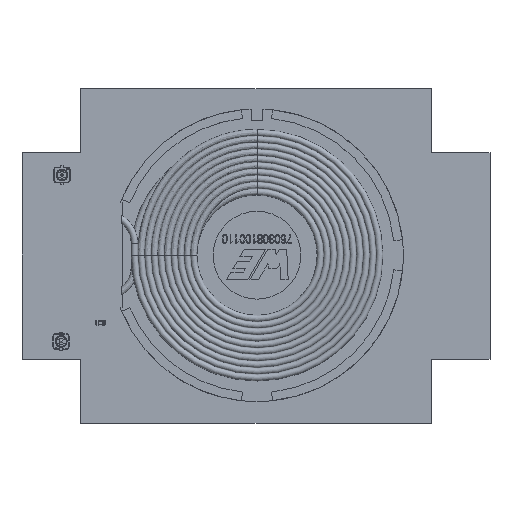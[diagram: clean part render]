
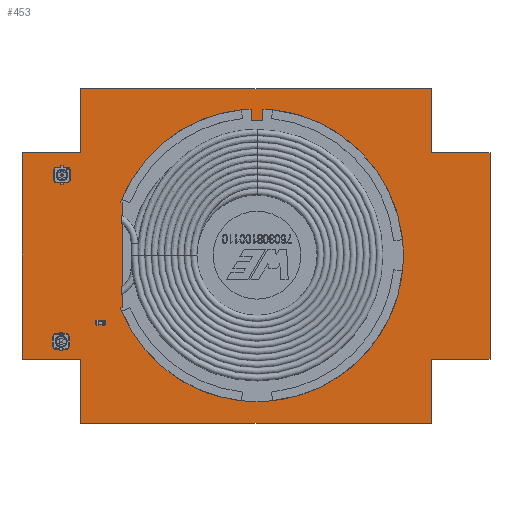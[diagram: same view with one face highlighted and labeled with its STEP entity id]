
A CAD part, top view. The second image highlights one B-rep face of the part: STEP entity #453.
In plain terms, the highlighted planar face has unit normal (0, 0, 1).
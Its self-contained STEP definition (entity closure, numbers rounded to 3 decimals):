
#68 = VERTEX_POINT('',#69);
#69 = CARTESIAN_POINT('',(52.738,68.707,1.59));
#75 = EDGE_CURVE('',#68,#76,#78,.T.);
#76 = VERTEX_POINT('',#77);
#77 = CARTESIAN_POINT('',(52.738,104.013,1.59));
#78 = LINE('',#79,#80);
#79 = CARTESIAN_POINT('',(52.738,68.707,1.59));
#80 = VECTOR('',#81,1.);
#81 = DIRECTION('',(0.,1.,0.));
#106 = EDGE_CURVE('',#76,#107,#109,.T.);
#107 = VERTEX_POINT('',#108);
#108 = CARTESIAN_POINT('',(62.738,104.013,1.59));
#109 = LINE('',#110,#111);
#110 = CARTESIAN_POINT('',(52.738,104.013,1.59));
#111 = VECTOR('',#112,1.);
#112 = DIRECTION('',(1.,0.,0.));
#137 = EDGE_CURVE('',#107,#138,#140,.T.);
#138 = VERTEX_POINT('',#139);
#139 = CARTESIAN_POINT('',(62.738,114.935,1.59));
#140 = LINE('',#141,#142);
#141 = CARTESIAN_POINT('',(62.738,104.013,1.59));
#142 = VECTOR('',#143,1.);
#143 = DIRECTION('',(0.,1.,0.));
#168 = EDGE_CURVE('',#138,#169,#171,.T.);
#169 = VERTEX_POINT('',#170);
#170 = CARTESIAN_POINT('',(122.682,114.935,1.59));
#171 = LINE('',#172,#173);
#172 = CARTESIAN_POINT('',(62.738,114.935,1.59));
#173 = VECTOR('',#174,1.);
#174 = DIRECTION('',(1.,0.,0.));
#199 = EDGE_CURVE('',#169,#200,#202,.T.);
#200 = VERTEX_POINT('',#201);
#201 = CARTESIAN_POINT('',(122.682,104.013,1.59));
#202 = LINE('',#203,#204);
#203 = CARTESIAN_POINT('',(122.682,114.935,1.59));
#204 = VECTOR('',#205,1.);
#205 = DIRECTION('',(0.,-1.,0.));
#230 = EDGE_CURVE('',#200,#231,#233,.T.);
#231 = VERTEX_POINT('',#232);
#232 = CARTESIAN_POINT('',(132.682,104.013,1.59));
#233 = LINE('',#234,#235);
#234 = CARTESIAN_POINT('',(122.682,104.013,1.59));
#235 = VECTOR('',#236,1.);
#236 = DIRECTION('',(1.,0.,0.));
#261 = EDGE_CURVE('',#231,#262,#264,.T.);
#262 = VERTEX_POINT('',#263);
#263 = CARTESIAN_POINT('',(132.682,68.707,1.59));
#264 = LINE('',#265,#266);
#265 = CARTESIAN_POINT('',(132.682,104.013,1.59));
#266 = VECTOR('',#267,1.);
#267 = DIRECTION('',(0.,-1.,0.));
#292 = EDGE_CURVE('',#262,#293,#295,.T.);
#293 = VERTEX_POINT('',#294);
#294 = CARTESIAN_POINT('',(122.682,68.707,1.59));
#295 = LINE('',#296,#297);
#296 = CARTESIAN_POINT('',(132.682,68.707,1.59));
#297 = VECTOR('',#298,1.);
#298 = DIRECTION('',(-1.,0.,0.));
#323 = EDGE_CURVE('',#293,#324,#326,.T.);
#324 = VERTEX_POINT('',#325);
#325 = CARTESIAN_POINT('',(122.682,57.789,1.59));
#326 = LINE('',#327,#328);
#327 = CARTESIAN_POINT('',(122.682,68.707,1.59));
#328 = VECTOR('',#329,1.);
#329 = DIRECTION('',(0.,-1.,0.));
#354 = EDGE_CURVE('',#324,#355,#357,.T.);
#355 = VERTEX_POINT('',#356);
#356 = CARTESIAN_POINT('',(62.738,57.789,1.59));
#357 = LINE('',#358,#359);
#358 = CARTESIAN_POINT('',(122.682,57.789,1.59));
#359 = VECTOR('',#360,1.);
#360 = DIRECTION('',(-1.,0.,0.));
#385 = EDGE_CURVE('',#355,#386,#388,.T.);
#386 = VERTEX_POINT('',#387);
#387 = CARTESIAN_POINT('',(62.738,68.707,1.59));
#388 = LINE('',#389,#390);
#389 = CARTESIAN_POINT('',(62.738,57.789,1.59));
#390 = VECTOR('',#391,1.);
#391 = DIRECTION('',(0.,1.,0.));
#416 = EDGE_CURVE('',#386,#68,#417,.T.);
#417 = LINE('',#418,#419);
#418 = CARTESIAN_POINT('',(62.738,68.707,1.59));
#419 = VECTOR('',#420,1.);
#420 = DIRECTION('',(-1.,0.,0.));
#453 = ADVANCED_FACE('',(#454),#468,.F.);
#454 = FACE_BOUND('',#455,.F.);
#455 = EDGE_LOOP('',(#456,#457,#458,#459,#460,#461,#462,#463,#464,#465,
    #466,#467));
#456 = ORIENTED_EDGE('',*,*,#75,.T.);
#457 = ORIENTED_EDGE('',*,*,#106,.T.);
#458 = ORIENTED_EDGE('',*,*,#137,.T.);
#459 = ORIENTED_EDGE('',*,*,#168,.T.);
#460 = ORIENTED_EDGE('',*,*,#199,.T.);
#461 = ORIENTED_EDGE('',*,*,#230,.T.);
#462 = ORIENTED_EDGE('',*,*,#261,.T.);
#463 = ORIENTED_EDGE('',*,*,#292,.T.);
#464 = ORIENTED_EDGE('',*,*,#323,.T.);
#465 = ORIENTED_EDGE('',*,*,#354,.T.);
#466 = ORIENTED_EDGE('',*,*,#385,.T.);
#467 = ORIENTED_EDGE('',*,*,#416,.T.);
#468 = PLANE('',#469);
#469 = AXIS2_PLACEMENT_3D('',#470,#471,#472);
#470 = CARTESIAN_POINT('',(92.71,86.362,1.59));
#471 = DIRECTION('',(-0.,-0.,-1.));
#472 = DIRECTION('',(-1.,0.,0.));
